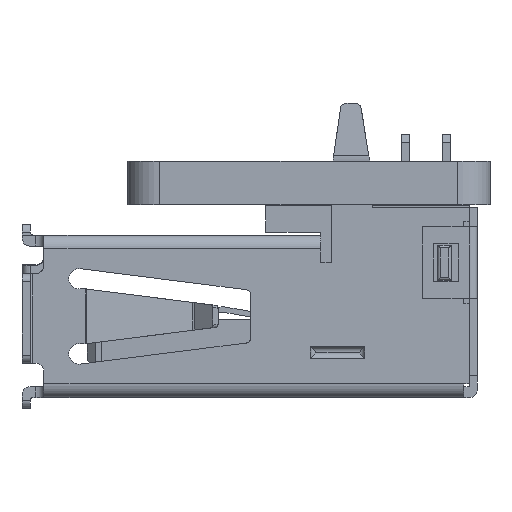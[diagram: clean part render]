
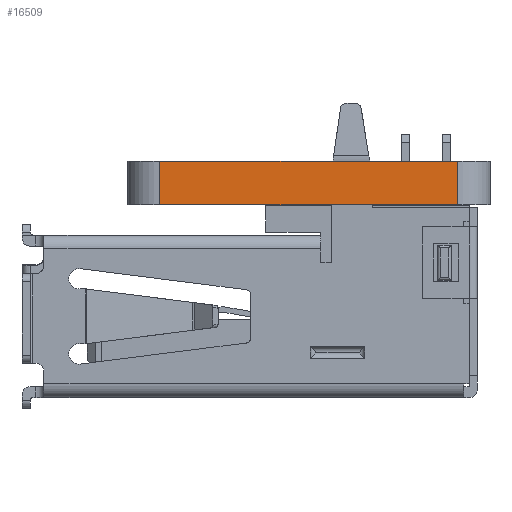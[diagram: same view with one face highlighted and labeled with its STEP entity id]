
A CAD part, left-side view. The second image highlights one B-rep face of the part: STEP entity #16509.
In plain terms, the highlighted planar face has unit normal (-1, 0, 0).
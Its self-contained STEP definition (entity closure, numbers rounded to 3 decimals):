
#1815=FACE_OUTER_BOUND('',#2673,.T.);
#2673=EDGE_LOOP('',(#14068,#14069,#14070,#14071));
#4438=LINE('',#27052,#6116);
#4442=LINE('',#27062,#6120);
#4443=LINE('',#27064,#6121);
#4444=LINE('',#27065,#6122);
#6116=VECTOR('',#21395,1.);
#6120=VECTOR('',#21405,1.);
#6121=VECTOR('',#21406,1.);
#6122=VECTOR('',#21407,1.);
#7558=VERTEX_POINT('',#27049);
#7559=VERTEX_POINT('',#27051);
#7562=VERTEX_POINT('',#27061);
#7563=VERTEX_POINT('',#27063);
#9747=EDGE_CURVE('',#7559,#7558,#4438,.T.);
#9752=EDGE_CURVE('',#7558,#7562,#4442,.T.);
#9753=EDGE_CURVE('',#7563,#7562,#4443,.T.);
#9754=EDGE_CURVE('',#7559,#7563,#4444,.T.);
#14068=ORIENTED_EDGE('',*,*,#9747,.T.);
#14069=ORIENTED_EDGE('',*,*,#9752,.T.);
#14070=ORIENTED_EDGE('',*,*,#9753,.F.);
#14071=ORIENTED_EDGE('',*,*,#9754,.F.);
#14943=PLANE('',#17603);
#16509=ADVANCED_FACE('',(#1815),#14943,.T.);
#17603=AXIS2_PLACEMENT_3D('',#27060,#21403,#21404);
#21395=DIRECTION('',(0.,0.,1.));
#21403=DIRECTION('center_axis',(-1.,0.,0.));
#21404=DIRECTION('ref_axis',(0.,1.,0.));
#21405=DIRECTION('',(0.,1.,0.));
#21406=DIRECTION('',(0.,0.,1.));
#21407=DIRECTION('',(0.,1.,0.));
#27049=CARTESIAN_POINT('',(0.166,1.324,1.6));
#27051=CARTESIAN_POINT('',(0.166,1.324,0.));
#27052=CARTESIAN_POINT('',(0.166,1.324,0.));
#27060=CARTESIAN_POINT('Origin',(0.166,1.324,0.));
#27061=CARTESIAN_POINT('',(0.166,12.174,1.6));
#27062=CARTESIAN_POINT('',(0.166,1.324,1.6));
#27063=CARTESIAN_POINT('',(0.166,12.174,0.));
#27064=CARTESIAN_POINT('',(0.166,12.174,0.));
#27065=CARTESIAN_POINT('',(0.166,1.324,0.));
